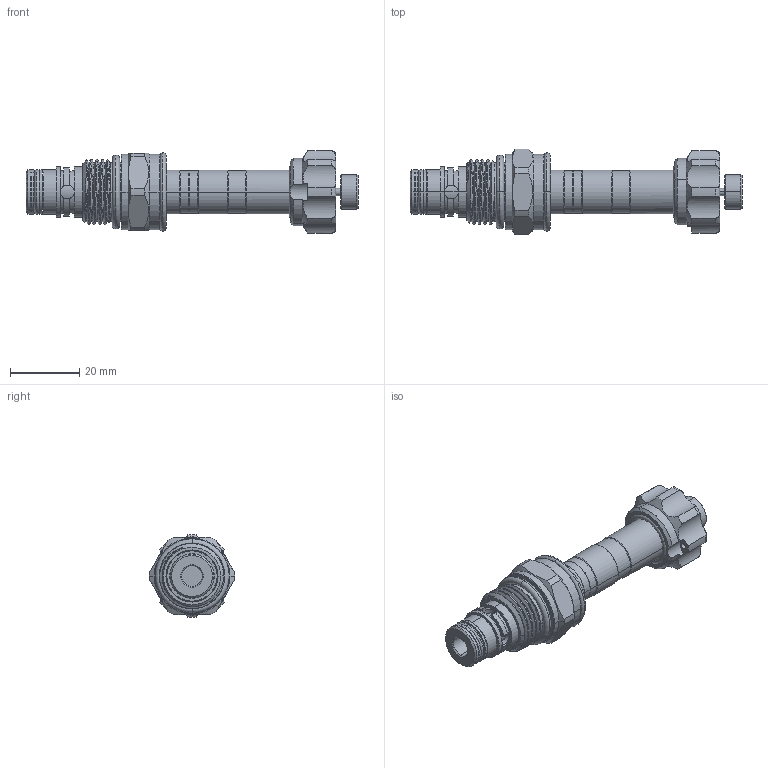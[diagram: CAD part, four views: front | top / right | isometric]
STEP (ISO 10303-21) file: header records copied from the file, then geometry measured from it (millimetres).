
FILE_DESCRIPTION (( 'STEP AP203' ), '1' );
FILE_NAME ('EP08W2A52P04.STEP', '2016-08-15T08:21:08', ( '' ), ( '' ), 'SwSTEP 2.0', 'SolidWorks 2012', '' );
FILE_SCHEMA (( 'CONFIG_CONTROL_DESIGN' ));
Length unit declared in the file: millimetre
Products named in the file (1): EP08W2A52P04
Bounding box: 95.58 x 24.65 x 23.79 mm (x, y, z)
Volume: 18796.4 mm3; surface area: 8761.6 mm2
Topology: 6 solids, 6 shells, 287 faces, 689 edges, 428 vertices
Faces by surface type: cylinder 137, plane 65, cone 46, torus 34, bspline 5
Entity records: 14300 total; most frequent: CARTESIAN_POINT 7583, DIRECTION 1445, ORIENTED_EDGE 1378, EDGE_CURVE 689, AXIS2_PLACEMENT_3D 608, VERTEX_POINT 428, CIRCLE 325, EDGE_LOOP 313
